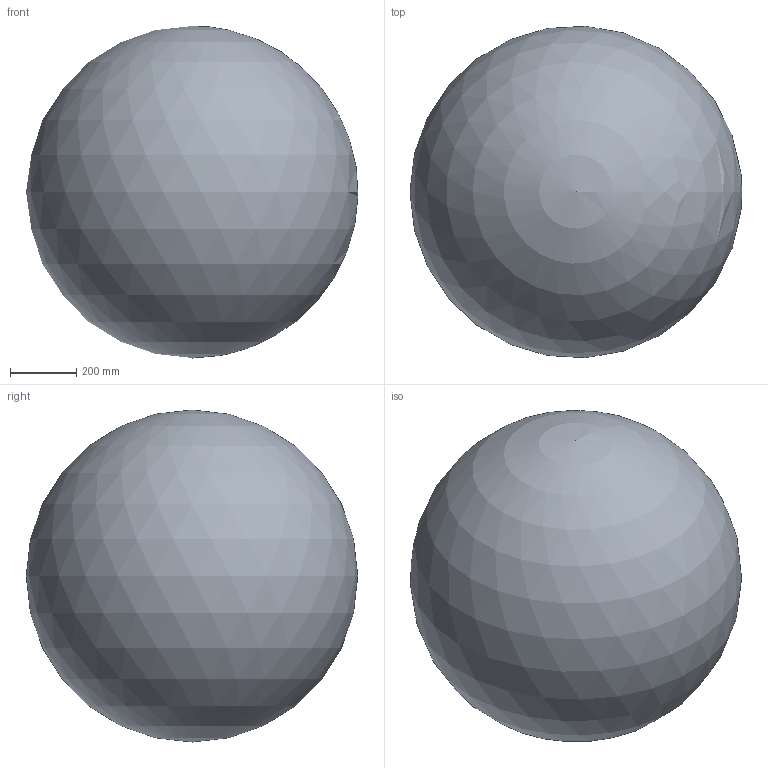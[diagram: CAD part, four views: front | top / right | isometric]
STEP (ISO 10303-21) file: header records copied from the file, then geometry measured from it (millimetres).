
FILE_DESCRIPTION( /* description */ (''), /* implementation_level */ '2;1');
FILE_NAME( /* name */ 'sphere2.stp', /* date */ '2024-05-08T07:15:59+02:00', /* author */ (''), /* organization */ (''), /* preprocessor_version */ 'STEP Interface 2024-beta', /* originating_system */ '3D_Kernel_IO 2024-beta by CT CoreTechnologie', /* authorization */ '');
FILE_SCHEMA( /* protocol */ ('AP203_CONFIGURATION_CONTROLLED_3D_DESIGN_OF_MECHANICAL_PARTS_AND_ASSEMBLIES_MIM_LF { 1 0 10303 403 1 1 4 }'));
Length unit declared in the file: millimetre
Products named in the file (1): (Nicht gespeichert)
Bounding box: 999.83 x 998.31 x 1000 mm (x, y, z)
Volume: 523598775.6 mm3; surface area: 3141592.7 mm2
Topology: 1 solids, 1 shells, 1 faces, 3 edges, 2 vertices
Faces by surface type: sphere 1
Entity records: 78 total; most frequent: DIRECTION 10, CARTESIAN_POINT 7, AXIS2_PLACEMENT_3D 5, COLOUR_RGB 3, FILL_AREA_STYLE_COLOUR 3, FILL_AREA_STYLE 3, SURFACE_STYLE_FILL_AREA 3, SURFACE_SIDE_STYLE 3
